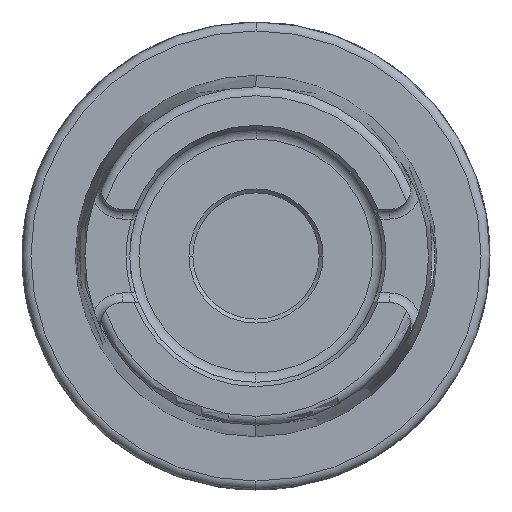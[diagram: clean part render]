
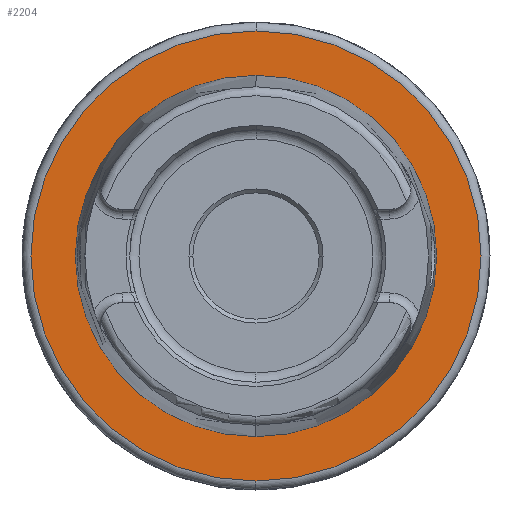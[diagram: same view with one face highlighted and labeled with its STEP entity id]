
A CAD part, left-side view. The second image highlights one B-rep face of the part: STEP entity #2204.
In plain terms, the highlighted planar face has unit normal (-1, 0, 0).
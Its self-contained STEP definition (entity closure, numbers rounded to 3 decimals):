
#71 = AXIS2_PLACEMENT_3D ( 'NONE', #7984, #2095, #2348 ) ;
#816 = VERTEX_POINT ( 'NONE', #5645 ) ;
#849 = CARTESIAN_POINT ( 'NONE',  ( 0.05, 0., 0. ) ) ;
#1027 = DIRECTION ( 'NONE',  ( 1., 0., 0. ) ) ;
#1300 = ORIENTED_EDGE ( 'NONE', *, *, #11813, .T. ) ;
#1456 = CIRCLE ( 'NONE', #71, 24.321 ) ;
#1887 = DIRECTION ( 'NONE',  ( 1., 0., 0. ) ) ;
#2091 = CIRCLE ( 'NONE', #8826, 24.321 ) ;
#2095 = DIRECTION ( 'NONE',  ( 1., 0., 0. ) ) ;
#2152 = EDGE_LOOP ( 'NONE', ( #3430, #10848 ) ) ;
#2204 = ADVANCED_FACE ( 'NONE', ( #12076, #3601 ), #12203, .T. ) ;
#2348 = DIRECTION ( 'NONE',  ( 0., 1., 0. ) ) ;
#2768 = CARTESIAN_POINT ( 'NONE',  ( 0.05, 24.321, 0. ) ) ;
#2770 = DIRECTION ( 'NONE',  ( 0., 1., 0. ) ) ;
#3163 = EDGE_CURVE ( 'NONE', #11321, #11811, #1456, .T. ) ;
#3416 = EDGE_CURVE ( 'NONE', #8158, #816, #5386, .T. ) ;
#3430 = ORIENTED_EDGE ( 'NONE', *, *, #3416, .F. ) ;
#3601 = FACE_OUTER_BOUND ( 'NONE', #2152, .T. ) ;
#4211 = DIRECTION ( 'NONE',  ( 1., 0., 0. ) ) ;
#5155 = AXIS2_PLACEMENT_3D ( 'NONE', #7741, #4211, #8988 ) ;
#5386 = CIRCLE ( 'NONE', #8977, 30.3 ) ;
#5593 = DIRECTION ( 'NONE',  ( 0., 1., 0. ) ) ;
#5645 = CARTESIAN_POINT ( 'NONE',  ( 0.05, -30.3, 0. ) ) ;
#5894 = EDGE_CURVE ( 'NONE', #816, #8158, #10888, .T. ) ;
#6209 = ORIENTED_EDGE ( 'NONE', *, *, #3163, .T. ) ;
#6449 = DIRECTION ( 'NONE',  ( -1., 0., 0. ) ) ;
#7463 = CARTESIAN_POINT ( 'NONE',  ( 0.05, 0., 0. ) ) ;
#7602 = CARTESIAN_POINT ( 'NONE',  ( 0.05, -24.321, 0. ) ) ;
#7741 = CARTESIAN_POINT ( 'NONE',  ( 0.05, 0., 0. ) ) ;
#7984 = CARTESIAN_POINT ( 'NONE',  ( 0.05, 0., 0. ) ) ;
#8158 = VERTEX_POINT ( 'NONE', #9192 ) ;
#8826 = AXIS2_PLACEMENT_3D ( 'NONE', #7463, #1027, #5593 ) ;
#8977 = AXIS2_PLACEMENT_3D ( 'NONE', #849, #1887, #2770 ) ;
#8988 = DIRECTION ( 'NONE',  ( 0., 1., 0. ) ) ;
#9192 = CARTESIAN_POINT ( 'NONE',  ( 0.05, 30.3, 0. ) ) ;
#9338 = EDGE_LOOP ( 'NONE', ( #1300, #6209 ) ) ;
#10848 = ORIENTED_EDGE ( 'NONE', *, *, #5894, .F. ) ;
#10888 = CIRCLE ( 'NONE', #5155, 30.3 ) ;
#11155 = CARTESIAN_POINT ( 'NONE',  ( 0.05, 24.321, 0. ) ) ;
#11214 = DIRECTION ( 'NONE',  ( 0., -1., 0. ) ) ;
#11321 = VERTEX_POINT ( 'NONE', #7602 ) ;
#11384 = AXIS2_PLACEMENT_3D ( 'NONE', #11155, #6449, #11214 ) ;
#11811 = VERTEX_POINT ( 'NONE', #2768 ) ;
#11813 = EDGE_CURVE ( 'NONE', #11811, #11321, #2091, .T. ) ;
#12076 = FACE_BOUND ( 'NONE', #9338, .T. ) ;
#12203 = PLANE ( 'NONE',  #11384 ) ;
